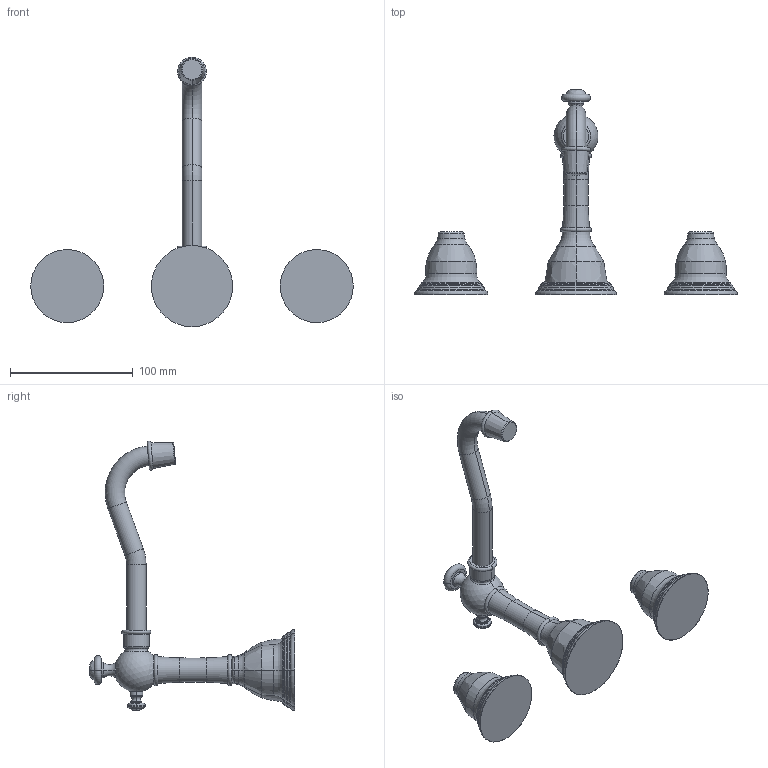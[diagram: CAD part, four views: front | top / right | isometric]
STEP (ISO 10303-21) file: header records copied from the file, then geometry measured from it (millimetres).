
FILE_DESCRIPTION((''),'2;1');
FILE_NAME('7300','2020-11-30T13:57:32',('jinson.thomas'),(''),'CREO PARAMETRIC BY PTC INC, 2018400','CREO PARAMETRIC BY PTC INC, 2018400','');
FILE_SCHEMA(('CONFIG_CONTROL_DESIGN'));
Length unit declared in the file: inch
Products named in the file (1): 7300
Bounding box: 262.64 x 167.09 x 219.56 mm (x, y, z)
Volume: 303570.1 mm3; surface area: 52226 mm2
Topology: 3 solids, 3 shells, 156 faces, 330 edges, 185 vertices
Faces by surface type: torus 94, cylinder 22, plane 16, bspline 16, cone 6, sphere 2
Entity records: 4522 total; most frequent: CARTESIAN_POINT 986, DIRECTION 902, ORIENTED_EDGE 654, AXIS2_PLACEMENT_3D 437, EDGE_CURVE 327, CIRCLE 297, VERTEX_POINT 185, EDGE_LOOP 164
